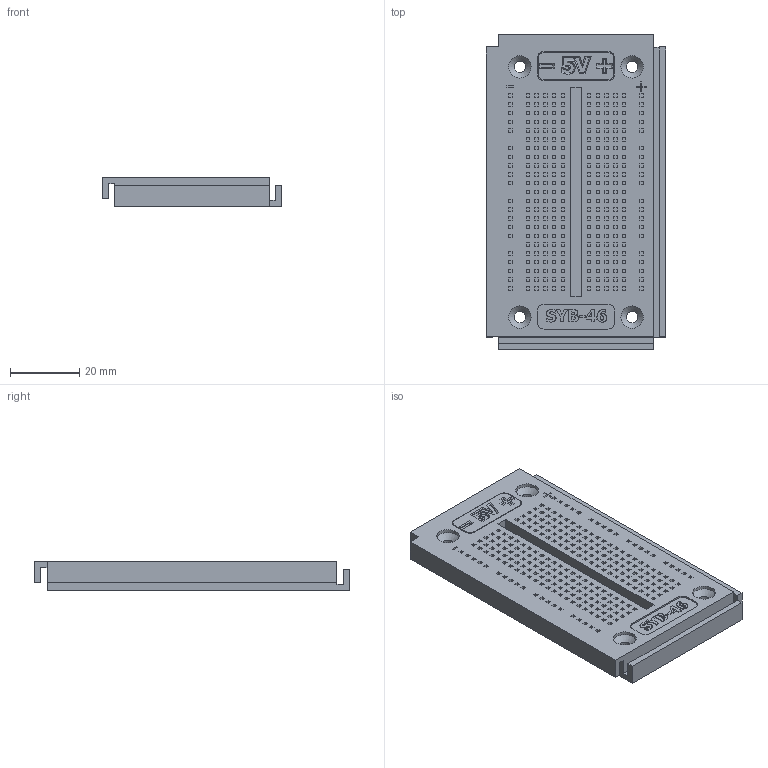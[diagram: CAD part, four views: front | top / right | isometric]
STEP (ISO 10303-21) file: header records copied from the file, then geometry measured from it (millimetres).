
FILE_DESCRIPTION(/* description */ (''),/* implementation_level */ '2;1');
FILE_NAME(/* name */ 'Breadboard-SYB-46.stp',/* time_stamp */ '2019-09-07T18:10:57+02:00',/* author */ ('7800mbz'),/* organization */ (''),/* preprocessor_version */ 'ST-DEVELOPER v17',/* originating_system */ 'Autodesk Inventor 2019',/* authorisation */ '');
FILE_SCHEMA (('AUTOMOTIVE_DESIGN { 1 0 10303 214 3 1 1 }'));
Length unit declared in the file: millimetre
Products named in the file (1): Breadboard-SYB-46
Bounding box: 52 x 91 x 8.26 mm (x, y, z)
Volume: 28867.4 mm3; surface area: 23060.4 mm2
Topology: 2 solids, 2 shells, 1916 faces, 4658 edges, 3090 vertices
Faces by surface type: plane 1813, bspline 75, cylinder 24, cone 4
Full cylindrical faces by diameter (mm): 3.4 x4, 5.2 x4, 6.5 x4
Entity records: 56266 total; most frequent: CARTESIAN_POINT 11208, ORIENTED_EDGE 9316, DIRECTION 8256, EDGE_CURVE 4658, LINE 4452, VECTOR 4452, VERTEX_POINT 3090, EDGE_LOOP 2276
